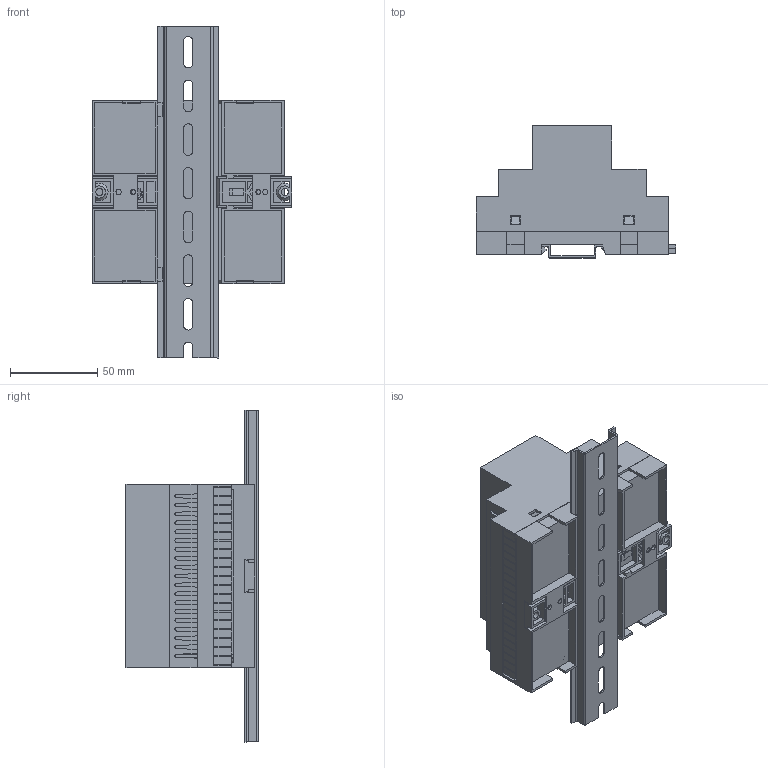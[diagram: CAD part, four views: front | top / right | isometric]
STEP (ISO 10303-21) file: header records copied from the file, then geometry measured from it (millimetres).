
FILE_DESCRIPTION (( 'STEP AP214' ), '1' );
FILE_NAME ('MD-105-01.STEP', '2022-01-24T10:57:16', ( '' ), ( '' ), 'SwSTEP 2.0', 'SolidWorks 2017', '' );
FILE_SCHEMA (( 'AUTOMOTIVE_DESIGN' ));
Length unit declared in the file: millimetre
Products named in the file (20): Rail-35-190mm; MD-105 Vertical PCB; Screw-small; TopCover-105; IC-043-Clip-Small; Body-105; MD-105-BasePCB; IC-043-Clip-Big-New; Horizontal PCB-105; MD-105-01
Assembly tree (10 placements, depth 2):
  Rail-35-190mm
  MD-105 Vertical PCB
  TopCover-105
  Screw-small
  IC-043-Clip-Big-New
Bounding box: 114.3 x 75.55 x 190 mm (x, y, z)
Volume: 115282.3 mm3; surface area: 168552.7 mm2
Topology: 10 solids, 10 shells, 1737 faces, 5314 edges, 3474 vertices
Faces by surface type: plane 1193, cylinder 518, cone 20, torus 6
Entity records: 59525 total; most frequent: CARTESIAN_POINT 10492, ORIENTED_EDGE 10478, DIRECTION 9855, EDGE_CURVE 5239, LINE 4011, VECTOR 4011, VERTEX_POINT 3427, AXIS2_PLACEMENT_3D 2922
